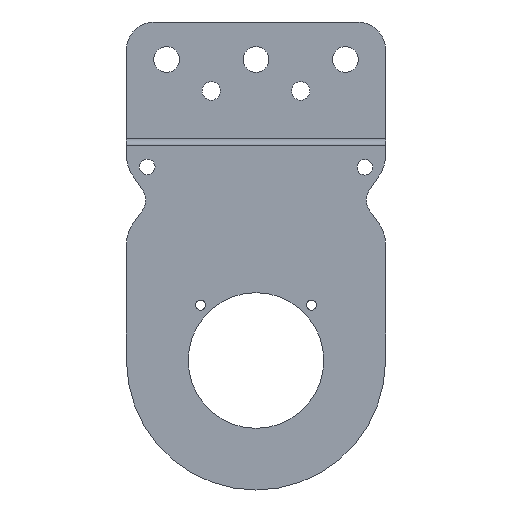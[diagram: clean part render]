
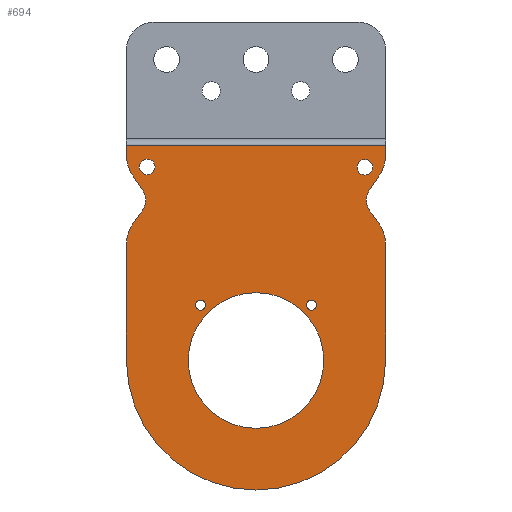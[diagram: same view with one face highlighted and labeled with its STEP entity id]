
A CAD part, left-side view. The second image highlights one B-rep face of the part: STEP entity #694.
In plain terms, the highlighted planar face has unit normal (-1, 0, 0).
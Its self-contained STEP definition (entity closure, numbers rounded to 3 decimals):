
#25=FACE_BOUND('',#129,.T.);
#26=FACE_BOUND('',#130,.T.);
#27=FACE_BOUND('',#131,.T.);
#28=FACE_BOUND('',#132,.T.);
#29=FACE_BOUND('',#133,.T.);
#38=PLANE('',#774);
#82=FACE_OUTER_BOUND('',#128,.T.);
#128=EDGE_LOOP('',(#559,#560,#561,#562,#563,#564,#565,#566,#567,#568,#569,
#570,#571,#572,#573,#574));
#129=EDGE_LOOP('',(#575));
#130=EDGE_LOOP('',(#576));
#131=EDGE_LOOP('',(#577));
#132=EDGE_LOOP('',(#578));
#133=EDGE_LOOP('',(#579));
#179=LINE('',#1123,#235);
#182=LINE('',#1131,#238);
#185=LINE('',#1139,#241);
#186=LINE('',#1141,#242);
#187=LINE('',#1143,#243);
#188=LINE('',#1147,#244);
#189=LINE('',#1151,#245);
#190=LINE('',#1155,#246);
#191=LINE('',#1158,#247);
#235=VECTOR('',#908,10.);
#238=VECTOR('',#917,10.);
#241=VECTOR('',#926,10.);
#242=VECTOR('',#927,10.);
#243=VECTOR('',#928,10.);
#244=VECTOR('',#931,10.);
#245=VECTOR('',#934,10.);
#246=VECTOR('',#937,10.);
#247=VECTOR('',#940,10.);
#299=CIRCLE('',#767,6.);
#300=CIRCLE('',#770,3.);
#301=CIRCLE('',#773,6.);
#302=CIRCLE('',#775,6.);
#303=CIRCLE('',#776,3.);
#304=CIRCLE('',#777,6.);
#305=CIRCLE('',#778,21.002);
#306=CIRCLE('',#779,0.812);
#307=CIRCLE('',#780,0.812);
#308=CIRCLE('',#781,11.);
#309=CIRCLE('',#782,1.265);
#310=CIRCLE('',#783,1.265);
#351=VERTEX_POINT('',#1116);
#352=VERTEX_POINT('',#1118);
#353=VERTEX_POINT('',#1122);
#354=VERTEX_POINT('',#1126);
#355=VERTEX_POINT('',#1130);
#356=VERTEX_POINT('',#1134);
#357=VERTEX_POINT('',#1138);
#358=VERTEX_POINT('',#1140);
#359=VERTEX_POINT('',#1142);
#360=VERTEX_POINT('',#1144);
#361=VERTEX_POINT('',#1146);
#362=VERTEX_POINT('',#1148);
#363=VERTEX_POINT('',#1150);
#364=VERTEX_POINT('',#1152);
#365=VERTEX_POINT('',#1154);
#366=VERTEX_POINT('',#1156);
#367=VERTEX_POINT('',#1159);
#368=VERTEX_POINT('',#1161);
#369=VERTEX_POINT('',#1163);
#370=VERTEX_POINT('',#1165);
#371=VERTEX_POINT('',#1167);
#425=EDGE_CURVE('',#352,#351,#299,.T.);
#427=EDGE_CURVE('',#353,#352,#179,.T.);
#429=EDGE_CURVE('',#354,#353,#300,.T.);
#431=EDGE_CURVE('',#355,#354,#182,.T.);
#433=EDGE_CURVE('',#356,#355,#301,.T.);
#435=EDGE_CURVE('',#357,#351,#185,.T.);
#436=EDGE_CURVE('',#357,#358,#186,.T.);
#437=EDGE_CURVE('',#358,#359,#187,.T.);
#438=EDGE_CURVE('',#360,#359,#302,.T.);
#439=EDGE_CURVE('',#360,#361,#188,.T.);
#440=EDGE_CURVE('',#361,#362,#303,.T.);
#441=EDGE_CURVE('',#362,#363,#189,.T.);
#442=EDGE_CURVE('',#364,#363,#304,.T.);
#443=EDGE_CURVE('',#364,#365,#190,.T.);
#444=EDGE_CURVE('',#365,#366,#305,.T.);
#445=EDGE_CURVE('',#356,#366,#191,.T.);
#446=EDGE_CURVE('',#367,#367,#306,.T.);
#447=EDGE_CURVE('',#368,#368,#307,.T.);
#448=EDGE_CURVE('',#369,#369,#308,.T.);
#449=EDGE_CURVE('',#370,#370,#309,.T.);
#450=EDGE_CURVE('',#371,#371,#310,.T.);
#559=ORIENTED_EDGE('',*,*,#433,.T.);
#560=ORIENTED_EDGE('',*,*,#431,.T.);
#561=ORIENTED_EDGE('',*,*,#429,.T.);
#562=ORIENTED_EDGE('',*,*,#427,.T.);
#563=ORIENTED_EDGE('',*,*,#425,.T.);
#564=ORIENTED_EDGE('',*,*,#435,.F.);
#565=ORIENTED_EDGE('',*,*,#436,.T.);
#566=ORIENTED_EDGE('',*,*,#437,.T.);
#567=ORIENTED_EDGE('',*,*,#438,.F.);
#568=ORIENTED_EDGE('',*,*,#439,.T.);
#569=ORIENTED_EDGE('',*,*,#440,.T.);
#570=ORIENTED_EDGE('',*,*,#441,.T.);
#571=ORIENTED_EDGE('',*,*,#442,.F.);
#572=ORIENTED_EDGE('',*,*,#443,.T.);
#573=ORIENTED_EDGE('',*,*,#444,.T.);
#574=ORIENTED_EDGE('',*,*,#445,.F.);
#575=ORIENTED_EDGE('',*,*,#446,.T.);
#576=ORIENTED_EDGE('',*,*,#447,.T.);
#577=ORIENTED_EDGE('',*,*,#448,.T.);
#578=ORIENTED_EDGE('',*,*,#449,.T.);
#579=ORIENTED_EDGE('',*,*,#450,.T.);
#694=ADVANCED_FACE('',(#82,#25,#26,#27,#28,#29),#38,.T.);
#767=AXIS2_PLACEMENT_3D('',#1119,#903,#904);
#770=AXIS2_PLACEMENT_3D('',#1127,#912,#913);
#773=AXIS2_PLACEMENT_3D('',#1135,#921,#922);
#774=AXIS2_PLACEMENT_3D('',#1137,#924,#925);
#775=AXIS2_PLACEMENT_3D('',#1145,#929,#930);
#776=AXIS2_PLACEMENT_3D('',#1149,#932,#933);
#777=AXIS2_PLACEMENT_3D('',#1153,#935,#936);
#778=AXIS2_PLACEMENT_3D('',#1157,#938,#939);
#779=AXIS2_PLACEMENT_3D('',#1160,#941,#942);
#780=AXIS2_PLACEMENT_3D('',#1162,#943,#944);
#781=AXIS2_PLACEMENT_3D('',#1164,#945,#946);
#782=AXIS2_PLACEMENT_3D('',#1166,#947,#948);
#783=AXIS2_PLACEMENT_3D('',#1168,#949,#950);
#903=DIRECTION('center_axis',(-1.,0.,0.));
#904=DIRECTION('ref_axis',(0.,-0.822,-0.569));
#908=DIRECTION('',(0.,-0.569,0.822));
#912=DIRECTION('center_axis',(1.,0.,0.));
#913=DIRECTION('ref_axis',(0.,0.822,0.569));
#917=DIRECTION('',(0.,0.591,0.807));
#921=DIRECTION('center_axis',(-1.,0.,0.));
#922=DIRECTION('ref_axis',(0.,-1.,0.));
#924=DIRECTION('center_axis',(-1.,0.,0.));
#925=DIRECTION('ref_axis',(0.,0.,-1.));
#926=DIRECTION('',(0.,0.,-1.));
#927=DIRECTION('',(0.,1.,0.));
#928=DIRECTION('',(0.,0.,-1.));
#929=DIRECTION('center_axis',(1.,0.,0.));
#930=DIRECTION('ref_axis',(0.,0.955,-0.298));
#931=DIRECTION('',(0.,-0.569,-0.822));
#932=DIRECTION('center_axis',(1.,0.,0.));
#933=DIRECTION('ref_axis',(0.,1.,0.));
#934=DIRECTION('',(0.,0.591,-0.807));
#935=DIRECTION('center_axis',(1.,0.,0.));
#936=DIRECTION('ref_axis',(0.,0.951,0.311));
#937=DIRECTION('',(0.,0.,-1.));
#938=DIRECTION('center_axis',(-1.,0.,0.));
#939=DIRECTION('ref_axis',(0.,0.,-1.));
#940=DIRECTION('',(0.,0.,-1.));
#941=DIRECTION('center_axis',(1.,0.,0.));
#942=DIRECTION('ref_axis',(0.,1.,0.));
#943=DIRECTION('center_axis',(1.,0.,0.));
#944=DIRECTION('ref_axis',(0.,1.,0.));
#945=DIRECTION('center_axis',(1.,0.,0.));
#946=DIRECTION('ref_axis',(0.,0.,-1.));
#947=DIRECTION('center_axis',(1.,0.,0.));
#948=DIRECTION('ref_axis',(0.,0.,
1.));
#949=DIRECTION('center_axis',(1.,0.,0.));
#950=DIRECTION('ref_axis',(0.,0.,
1.));
#1116=CARTESIAN_POINT('',(27.302,-29.18,43.373));
#1118=CARTESIAN_POINT('',(27.302,-28.114,39.96));
#1119=CARTESIAN_POINT('Origin',(27.302,-23.18,43.373));
#1122=CARTESIAN_POINT('',(27.302,-26.612,37.789));
#1123=CARTESIAN_POINT('',(27.302,-19.887,28.065));
#1126=CARTESIAN_POINT('',(27.302,-26.659,34.31));
#1127=CARTESIAN_POINT('Origin',(27.302,-29.08,36.082));
#1130=CARTESIAN_POINT('',(27.302,-28.022,32.448));
#1131=CARTESIAN_POINT('',(27.302,-19.98,43.438));
#1134=CARTESIAN_POINT('',(27.302,-29.18,28.904));
#1135=CARTESIAN_POINT('Origin',(27.302,-23.18,28.904));
#1137=CARTESIAN_POINT('Origin',(27.302,12.82,36.311));
#1138=CARTESIAN_POINT('',(27.302,-29.18,45.));
#1139=CARTESIAN_POINT('',(27.302,-29.18,38.919));
#1140=CARTESIAN_POINT('',(27.302,12.82,45.));
#1141=CARTESIAN_POINT('',(27.302,-8.18,45.));
#1142=CARTESIAN_POINT('',(27.302,12.82,43.373));
#1143=CARTESIAN_POINT('',(27.302,12.82,78.82));
#1144=CARTESIAN_POINT('',(27.302,11.755,39.96));
#1145=CARTESIAN_POINT('Origin',(27.302,6.82,43.373));
#1146=CARTESIAN_POINT('',(27.302,10.253,37.789));
#1147=CARTESIAN_POINT('',(27.302,10.323,37.889));
#1148=CARTESIAN_POINT('',(27.302,10.299,34.31));
#1149=CARTESIAN_POINT('Origin',(27.302,12.72,36.082));
#1150=CARTESIAN_POINT('',(27.302,11.662,32.448));
#1151=CARTESIAN_POINT('',(27.302,11.476,32.702));
#1152=CARTESIAN_POINT('',(27.302,12.82,28.904));
#1153=CARTESIAN_POINT('Origin',(27.302,6.82,28.904));
#1154=CARTESIAN_POINT('',(27.302,12.82,9.788));
#1155=CARTESIAN_POINT('',(27.302,12.82,30.663));
#1156=CARTESIAN_POINT('',(27.302,-29.18,9.788));
#1157=CARTESIAN_POINT('Origin',(27.302,-8.18,10.068));
#1158=CARTESIAN_POINT('',(27.302,-29.18,38.919));
#1159=CARTESIAN_POINT('',(27.302,-17.972,19.048));
#1160=CARTESIAN_POINT('Origin',(27.302,-17.16,19.048));
#1161=CARTESIAN_POINT('',(27.302,-0.011,19.048));
#1162=CARTESIAN_POINT('Origin',(27.302,0.8,19.048));
#1163=CARTESIAN_POINT('',(27.302,-8.18,21.068));
#1164=CARTESIAN_POINT('Origin',(27.302,-8.18,10.068));
#1165=CARTESIAN_POINT('',(27.302,9.46,40.185));
#1166=CARTESIAN_POINT('Origin',(27.302,9.46,41.449));
#1167=CARTESIAN_POINT('',(27.302,-25.835,40.129));
#1168=CARTESIAN_POINT('Origin',(27.302,-25.835,41.393));
